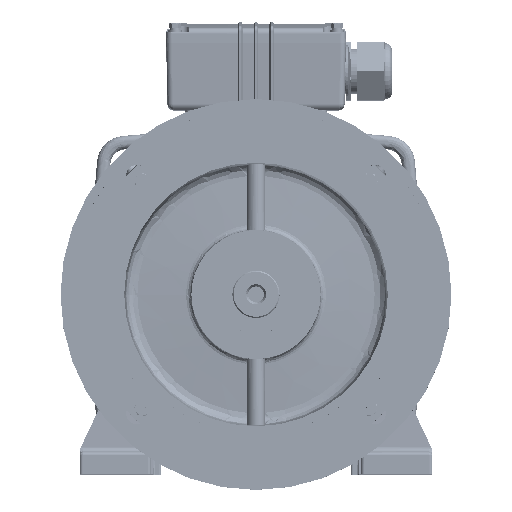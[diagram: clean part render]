
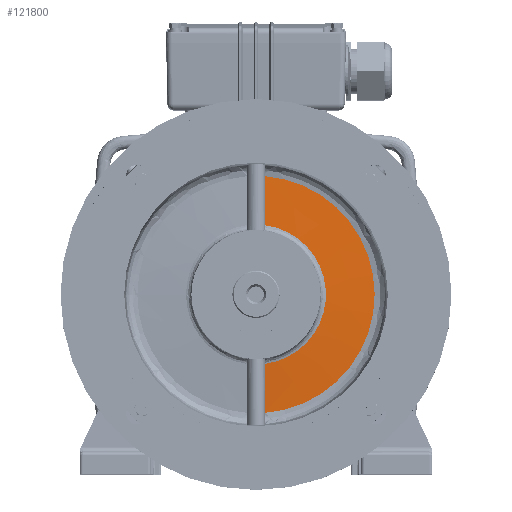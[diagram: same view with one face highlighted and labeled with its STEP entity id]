
A CAD part, top view. The second image highlights one B-rep face of the part: STEP entity #121800.
In plain terms, the highlighted conical face has half-angle 87 degrees and reference radius 105.625 mm.
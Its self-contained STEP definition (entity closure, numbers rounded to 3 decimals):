
#57786 = CARTESIAN_POINT ( 'NONE',  ( 0., 0., 320.978 ) ) ;
#57787 = DIRECTION ( 'NONE',  ( 0., 0., -1. ) ) ;
#57790 = DIRECTION ( 'NONE',  ( -1., 0., 0. ) ) ;
#66403 = CARTESIAN_POINT ( 'NONE',  ( 8., -61.722, 323.252 ) ) ;
#66404 = CARTESIAN_POINT ( 'NONE',  ( 8.246, 61.69, 323.252 ) ) ;
#66405 = CARTESIAN_POINT ( 'NONE',  ( 8., -105.321, 320.978 ) ) ;
#66406 = CARTESIAN_POINT ( 'NONE',  ( 7.855, 105.332, 320.978 ) ) ;
#111641 = CONICAL_SURFACE ( 'NONE', #271567, 105.625, 1.518 ) ;
#112948 = CIRCLE ( 'NONE', #214485, 62.238 ) ;
#112950 = CIRCLE ( 'NONE', #214480, 105.625 ) ;
#121800 = ADVANCED_FACE ( 'NONE', ( #271565 ), #111641, .T. ) ;
#144925 = B_SPLINE_CURVE_WITH_KNOTS ( 'NONE', 3,
 ( #219831, #219833, #219834, #219835 ),
 .UNSPECIFIED., .F., .F.,
 ( 4, 4 ),
 ( 0.062, 0.105 ),
 .UNSPECIFIED. ) ;
#144926 = B_SPLINE_CURVE_WITH_KNOTS ( 'NONE', 3,
 ( #219836, #219838, #219839, #219840 ),
 .UNSPECIFIED., .F., .F.,
 ( 4, 4 ),
 ( 0.004, 0.048 ),
 .UNSPECIFIED. ) ;
#156019 = VERTEX_POINT ( 'NONE', #66403 ) ;
#156020 = VERTEX_POINT ( 'NONE', #66404 ) ;
#156021 = VERTEX_POINT ( 'NONE', #66405 ) ;
#156022 = VERTEX_POINT ( 'NONE', #66406 ) ;
#177178 = EDGE_CURVE ( 'NONE', #156020, #156019, #112948, .T. ) ;
#177183 = EDGE_CURVE ( 'NONE', #156021, #156022, #112950, .T. ) ;
#177185 = EDGE_CURVE ( 'NONE', #156019, #156021, #144925, .T. ) ;
#177187 = EDGE_CURVE ( 'NONE', #156020, #156022, #144926, .T. ) ;
#180824 = ORIENTED_EDGE ( 'NONE', *, *, #177185, .T. ) ;
#180833 = ORIENTED_EDGE ( 'NONE', *, *, #177187, .F. ) ;
#180839 = ORIENTED_EDGE ( 'NONE', *, *, #177183, .T. ) ;
#180845 = ORIENTED_EDGE ( 'NONE', *, *, #177178, .T. ) ;
#206527 = EDGE_LOOP ( 'NONE', ( #180824, #180839, #180833, #180845 ) ) ;
#214480 = AXIS2_PLACEMENT_3D ( 'NONE', #219826, #219827, #219829 ) ;
#214485 = AXIS2_PLACEMENT_3D ( 'NONE', #219813, #219815, #219817 ) ;
#219813 = CARTESIAN_POINT ( 'NONE',  ( 0., 0., 323.252 ) ) ;
#219815 = DIRECTION ( 'NONE',  ( 0., 0., -1. ) ) ;
#219817 = DIRECTION ( 'NONE',  ( -1., 0., 0. ) ) ;
#219826 = CARTESIAN_POINT ( 'NONE',  ( 0., 0., 320.978 ) ) ;
#219827 = DIRECTION ( 'NONE',  ( 0., 0., 1. ) ) ;
#219829 = DIRECTION ( 'NONE',  ( -1., 0., 0. ) ) ;
#219831 = CARTESIAN_POINT ( 'NONE',  ( 8., -61.722, 323.252 ) ) ;
#219833 = CARTESIAN_POINT ( 'NONE',  ( 8., -76.255, 322.496 ) ) ;
#219834 = CARTESIAN_POINT ( 'NONE',  ( 8., -90.788, 321.737 ) ) ;
#219835 = CARTESIAN_POINT ( 'NONE',  ( 8., -105.321, 320.978 ) ) ;
#219836 = CARTESIAN_POINT ( 'NONE',  ( 8.246, 61.69, 323.252 ) ) ;
#219838 = CARTESIAN_POINT ( 'NONE',  ( 8.224, 76.238, 322.496 ) ) ;
#219839 = CARTESIAN_POINT ( 'NONE',  ( 8.099, 90.786, 321.737 ) ) ;
#219840 = CARTESIAN_POINT ( 'NONE',  ( 7.855, 105.332, 320.978 ) ) ;
#271565 = FACE_OUTER_BOUND ( 'NONE', #206527, .T. ) ;
#271567 = AXIS2_PLACEMENT_3D ( 'NONE', #57786, #57787, #57790 ) ;
